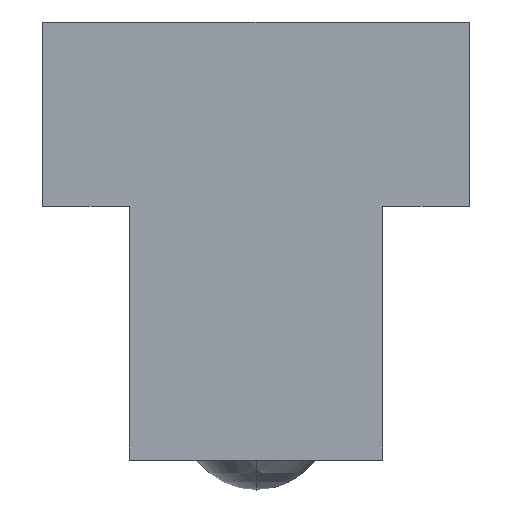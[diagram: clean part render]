
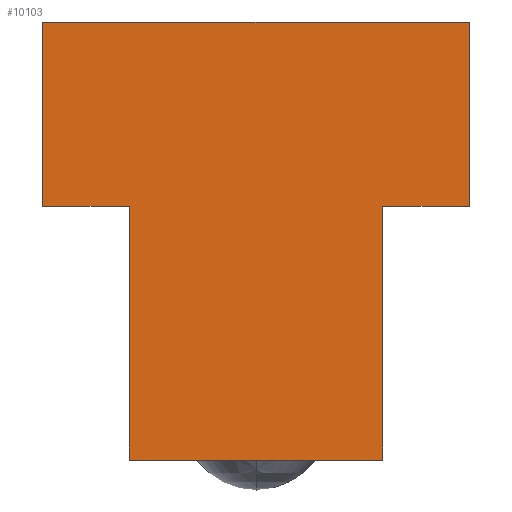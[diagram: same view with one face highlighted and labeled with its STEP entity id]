
A CAD part, front view. The second image highlights one B-rep face of the part: STEP entity #10103.
In plain terms, the highlighted planar face has unit normal (0, -1, 0).
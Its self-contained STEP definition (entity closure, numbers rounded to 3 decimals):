
#2=DIRECTION('',(1.,0.,0.));
#3=VECTOR('',#2,37.);
#4=CARTESIAN_POINT('',(-18.5,0.,0.));
#5=LINE('',#4,#3);
#6=DIRECTION('',(0.,0.,-1.));
#7=VECTOR('',#6,16.);
#8=CARTESIAN_POINT('',(18.5,0.,0.));
#9=LINE('',#8,#7);
#10=DIRECTION('',(-1.,0.,0.));
#11=VECTOR('',#10,7.5);
#12=CARTESIAN_POINT('',(18.5,0.,-16.));
#13=LINE('',#12,#11);
#14=DIRECTION('',(0.,0.,-1.));
#15=VECTOR('',#14,22.);
#16=CARTESIAN_POINT('',(11.,0.,-16.));
#17=LINE('',#16,#15);
#18=DIRECTION('',(-1.,0.,0.));
#19=VECTOR('',#18,22.);
#20=CARTESIAN_POINT('',(11.,0.,-38.));
#21=LINE('',#20,#19);
#22=DIRECTION('',(0.,0.,1.));
#23=VECTOR('',#22,22.);
#24=CARTESIAN_POINT('',(-11.,0.,-38.));
#25=LINE('',#24,#23);
#26=DIRECTION('',(-1.,0.,0.));
#27=VECTOR('',#26,7.5);
#28=CARTESIAN_POINT('',(-11.,0.,-16.));
#29=LINE('',#28,#27);
#30=DIRECTION('',(0.,0.,1.));
#31=VECTOR('',#30,16.);
#32=CARTESIAN_POINT('',(-18.5,0.,-16.));
#33=LINE('',#32,#31);
#7614=CARTESIAN_POINT('',(-18.5,0.,0.));
#7615=CARTESIAN_POINT('',(18.5,0.,0.));
#7616=VERTEX_POINT('',#7614);
#7617=VERTEX_POINT('',#7615);
#7618=CARTESIAN_POINT('',(18.5,0.,-16.));
#7619=VERTEX_POINT('',#7618);
#7620=CARTESIAN_POINT('',(11.,0.,-16.));
#7621=VERTEX_POINT('',#7620);
#7622=CARTESIAN_POINT('',(11.,0.,-38.));
#7623=VERTEX_POINT('',#7622);
#7624=CARTESIAN_POINT('',(-11.,0.,-38.));
#7625=VERTEX_POINT('',#7624);
#7626=CARTESIAN_POINT('',(-11.,0.,-16.));
#7627=VERTEX_POINT('',#7626);
#7628=CARTESIAN_POINT('',(-18.5,0.,-16.));
#7629=VERTEX_POINT('',#7628);
#10080=CARTESIAN_POINT('',(0.,0.,0.));
#10081=DIRECTION('',(0.,1.,0.));
#10082=DIRECTION('',(1.,0.,0.));
#10083=AXIS2_PLACEMENT_3D('',#10080,#10081,#10082);
#10084=PLANE('',#10083);
#10086=ORIENTED_EDGE('',*,*,#10085,.T.);
#10088=ORIENTED_EDGE('',*,*,#10087,.T.);
#10090=ORIENTED_EDGE('',*,*,#10089,.T.);
#10092=ORIENTED_EDGE('',*,*,#10091,.T.);
#10094=ORIENTED_EDGE('',*,*,#10093,.T.);
#10096=ORIENTED_EDGE('',*,*,#10095,.T.);
#10098=ORIENTED_EDGE('',*,*,#10097,.T.);
#10100=ORIENTED_EDGE('',*,*,#10099,.T.);
#10101=EDGE_LOOP('',(#10086,#10088,#10090,#10092,#10094,#10096,#10098,#10100));
#10102=FACE_OUTER_BOUND('',#10101,.F.);
#10085=EDGE_CURVE('',#7616,#7617,#5,.T.);
#10087=EDGE_CURVE('',#7617,#7619,#9,.T.);
#10089=EDGE_CURVE('',#7619,#7621,#13,.T.);
#10091=EDGE_CURVE('',#7621,#7623,#17,.T.);
#10093=EDGE_CURVE('',#7623,#7625,#21,.T.);
#10095=EDGE_CURVE('',#7625,#7627,#25,.T.);
#10097=EDGE_CURVE('',#7627,#7629,#29,.T.);
#10099=EDGE_CURVE('',#7629,#7616,#33,.T.);
#10103=ADVANCED_FACE('',(#10102),#10084,.F.);
